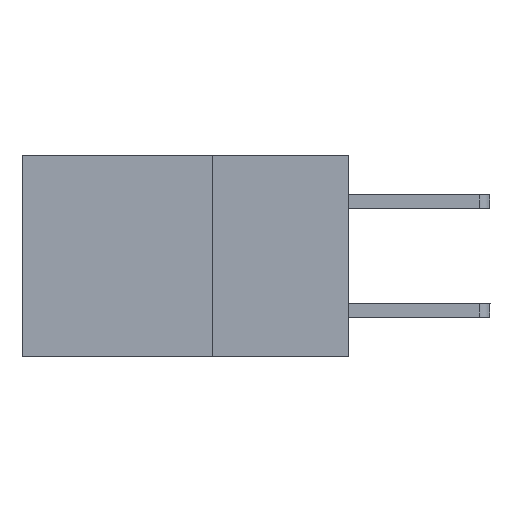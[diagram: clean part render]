
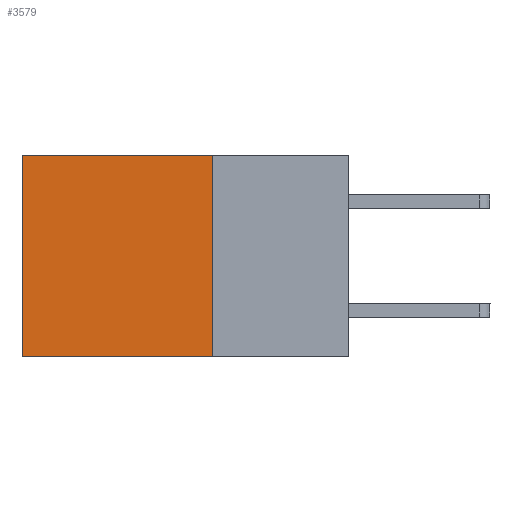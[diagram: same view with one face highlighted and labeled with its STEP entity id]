
A CAD part, left-side view. The second image highlights one B-rep face of the part: STEP entity #3579.
In plain terms, the highlighted planar face has unit normal (-1, 0, 0).
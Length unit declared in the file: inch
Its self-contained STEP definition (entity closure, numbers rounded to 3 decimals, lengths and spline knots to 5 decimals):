
#222 = CARTESIAN_POINT ( 'NONE',  ( 0.298, 0.6, 0. ) ) ;
#526 = LINE ( 'NONE', #8307, #5484 ) ;
#576 = ORIENTED_EDGE ( 'NONE', *, *, #4652, .F. ) ;
#656 = DIRECTION ( 'NONE',  ( 1., 0., 0. ) ) ;
#1306 = LINE ( 'NONE', #6786, #7839 ) ;
#1383 = ORIENTED_EDGE ( 'NONE', *, *, #4999, .T. ) ;
#2018 = VERTEX_POINT ( 'NONE', #222 ) ;
#2172 = CARTESIAN_POINT ( 'NONE',  ( 0.298, 0.25, -0.37 ) ) ;
#2616 = VECTOR ( 'NONE', #7228, 39.37008 ) ;
#2718 = CARTESIAN_POINT ( 'NONE',  ( 0.298, 0.25, 0. ) ) ;
#2957 = DIRECTION ( 'NONE',  ( 0., 1., 0. ) ) ;
#3113 = CARTESIAN_POINT ( 'NONE',  ( 0.298, 0.25, -0.37 ) ) ;
#3417 = CARTESIAN_POINT ( 'NONE',  ( 0.298, 0.25, 0. ) ) ;
#3579 = ADVANCED_FACE ( 'NONE', ( #9682 ), #3807, .F. ) ;
#3721 = VERTEX_POINT ( 'NONE', #3113 ) ;
#3803 = DIRECTION ( 'NONE',  ( 0., 0., -1. ) ) ;
#3807 = PLANE ( 'NONE',  #4869 ) ;
#3945 = CARTESIAN_POINT ( 'NONE',  ( 0.298, 0.6, -0.37 ) ) ;
#4625 = LINE ( 'NONE', #3417, #2616 ) ;
#4652 = EDGE_CURVE ( 'NONE', #3721, #5976, #5717, .T. ) ;
#4771 = EDGE_CURVE ( 'NONE', #2018, #5976, #1306, .T. ) ;
#4869 = AXIS2_PLACEMENT_3D ( 'NONE', #9864, #656, #6016 ) ;
#4999 = EDGE_CURVE ( 'NONE', #7904, #2018, #4625, .T. ) ;
#5015 = EDGE_LOOP ( 'NONE', ( #7767, #576, #9454, #1383 ) ) ;
#5484 = VECTOR ( 'NONE', #9059, 39.37008 ) ;
#5717 = LINE ( 'NONE', #2172, #6933 ) ;
#5976 = VERTEX_POINT ( 'NONE', #3945 ) ;
#6016 = DIRECTION ( 'NONE',  ( 0., 0., -1. ) ) ;
#6786 = CARTESIAN_POINT ( 'NONE',  ( 0.298, 0.6, 0. ) ) ;
#6933 = VECTOR ( 'NONE', #2957, 39.37008 ) ;
#7228 = DIRECTION ( 'NONE',  ( 0., 1., 0. ) ) ;
#7642 = EDGE_CURVE ( 'NONE', #7904, #3721, #526, .T. ) ;
#7767 = ORIENTED_EDGE ( 'NONE', *, *, #4771, .T. ) ;
#7839 = VECTOR ( 'NONE', #3803, 39.37008 ) ;
#7904 = VERTEX_POINT ( 'NONE', #2718 ) ;
#8307 = CARTESIAN_POINT ( 'NONE',  ( 0.298, 0.25, 0. ) ) ;
#9059 = DIRECTION ( 'NONE',  ( 0., 0., -1. ) ) ;
#9454 = ORIENTED_EDGE ( 'NONE', *, *, #7642, .F. ) ;
#9682 = FACE_OUTER_BOUND ( 'NONE', #5015, .T. ) ;
#9864 = CARTESIAN_POINT ( 'NONE',  ( 0.298, 0.25, 0. ) ) ;
